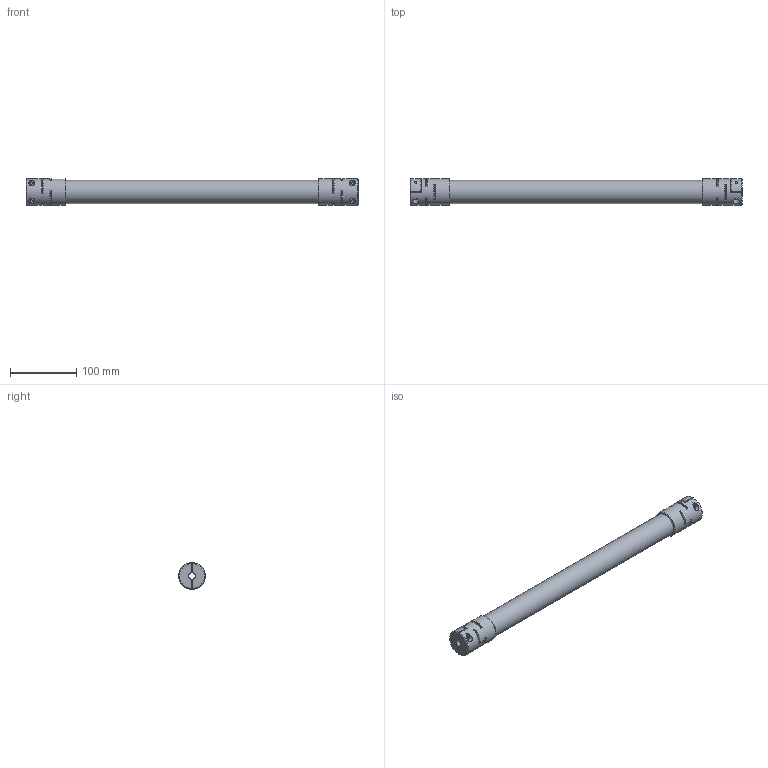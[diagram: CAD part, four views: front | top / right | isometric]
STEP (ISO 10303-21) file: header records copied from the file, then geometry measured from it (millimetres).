
FILE_DESCRIPTION( ( 'Unknown' ), '1' );
FILE_NAME( 'EKHZ 20 - L=0,5m.stp', 'Unknown', ( 'Unknown' ), ( 'Unknown' ), 'PSStep 10.1', 'Unknown', ' ' );
FILE_SCHEMA( ( 'AUTOMOTIVE_DESIGN { 1 0 10303 214 1 1 1 1 }' ) );
Length unit declared in the file: millimetre
Products named in the file (1): EKHZ 20 - halb
Bounding box: 500 x 40 x 40 mm (x, y, z)
Volume: 196486.1 mm3; surface area: 117077.6 mm2
Topology: 1 solids, 1 shells, 412 faces, 1135 edges, 731 vertices
Faces by surface type: cylinder 140, plane 124, cone 108, torus 40
Full cylindrical faces by diameter (mm): 3 x12, 4.134 x4, 5 x4, 5.4 x4, 8.5 x4, 9 x4, 9.5 x2, 10 x2, 18 x4, 24 x2, 30 x1, 35 x1, 40 x2
Entity records: 17296 total; most frequent: CARTESIAN_POINT 3991, DIRECTION 2070, ORIENTED_EDGE 2060, EDGE_CURVE 1030, AXIS2_PLACEMENT_3D 875, VERTEX_POINT 696, EDGE_LOOP 538, FACE_OUTER_BOUND 468
